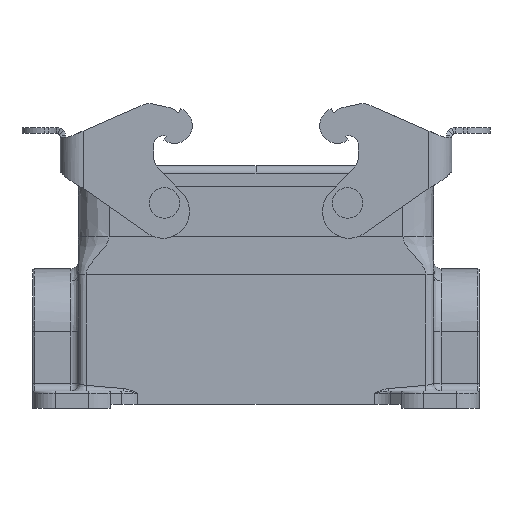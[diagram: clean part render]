
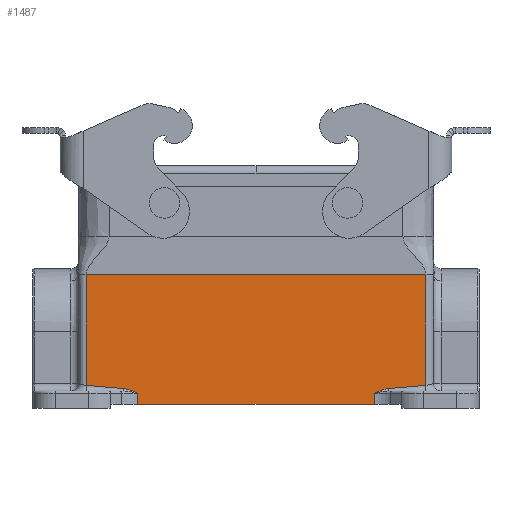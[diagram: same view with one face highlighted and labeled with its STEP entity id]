
A CAD part, front view. The second image highlights one B-rep face of the part: STEP entity #1487.
In plain terms, the highlighted planar face has unit normal (0, -1, 0).
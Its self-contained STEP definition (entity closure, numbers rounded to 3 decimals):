
#1487=ADVANCED_FACE('',(#2049),#1780,.T.);
#1780=PLANE('',#7934);
#2049=FACE_OUTER_BOUND('',#2475,.T.);
#2475=EDGE_LOOP('',(#3975,#3976,#3977,#3978,#3979,#3980,#3981,#3982,#3983,
#3984));
#2817=B_SPLINE_CURVE_WITH_KNOTS('',3,(#13083,#13084,#13085,#13086,#13087,
#13088,#13089),.UNSPECIFIED.,.F.,.F.,(4,1,1,1,4),(0.,0.24,
0.484,0.74,1.),.UNSPECIFIED.);
#2818=B_SPLINE_CURVE_WITH_KNOTS('',3,(#13113,#13114,#13115,#13116),
 .UNSPECIFIED.,.F.,.F.,(4,4),(0.,1.),.UNSPECIFIED.);
#2820=B_SPLINE_CURVE_WITH_KNOTS('',3,(#13189,#13190,#13191,#13192),
 .UNSPECIFIED.,.F.,.F.,(4,4),(0.,1.),.UNSPECIFIED.);
#2823=B_SPLINE_CURVE_WITH_KNOTS('',3,(#13353,#13354,#13355,#13356),
 .UNSPECIFIED.,.F.,.F.,(4,4),(0.,1.),.UNSPECIFIED.);
#2825=B_SPLINE_CURVE_WITH_KNOTS('',3,(#13442,#13443,#13444,#13445),
 .UNSPECIFIED.,.F.,.F.,(4,4),(0.,1.),.UNSPECIFIED.);
#2836=B_SPLINE_CURVE_WITH_KNOTS('',3,(#13835,#13836,#13837,#13838,#13839,
#13840,#13841),.UNSPECIFIED.,.F.,.F.,(4,1,1,1,4),(0.,0.26,
0.516,0.76,1.),.UNSPECIFIED.);
#3975=ORIENTED_EDGE('',*,*,#6255,.T.);
#3976=ORIENTED_EDGE('',*,*,#6149,.T.);
#3977=ORIENTED_EDGE('',*,*,#6152,.T.);
#3978=ORIENTED_EDGE('',*,*,#6154,.T.);
#3979=ORIENTED_EDGE('',*,*,#6157,.T.);
#3980=ORIENTED_EDGE('',*,*,#6160,.F.);
#3981=ORIENTED_EDGE('',*,*,#6162,.T.);
#3982=ORIENTED_EDGE('',*,*,#6166,.T.);
#3983=ORIENTED_EDGE('',*,*,#6256,.T.);
#3984=ORIENTED_EDGE('',*,*,#6244,.T.);
#5333=VERTEX_POINT('',#13039);
#5334=VERTEX_POINT('',#13041);
#5335=VERTEX_POINT('',#13082);
#5336=VERTEX_POINT('',#13112);
#5337=VERTEX_POINT('',#13188);
#5338=VERTEX_POINT('',#13295);
#5339=VERTEX_POINT('',#13357);
#5341=VERTEX_POINT('',#13446);
#5390=VERTEX_POINT('',#13813);
#5391=VERTEX_POINT('',#13814);
#6149=EDGE_CURVE('',#5333,#5334,#6930,.T.);
#6152=EDGE_CURVE('',#5334,#5335,#2817,.T.);
#6154=EDGE_CURVE('',#5335,#5336,#2818,.T.);
#6157=EDGE_CURVE('',#5336,#5337,#2820,.T.);
#6160=EDGE_CURVE('',#5338,#5337,#6931,.T.);
#6162=EDGE_CURVE('',#5338,#5339,#2823,.T.);
#6166=EDGE_CURVE('',#5339,#5341,#2825,.T.);
#6244=EDGE_CURVE('',#5390,#5391,#6967,.T.);
#6255=EDGE_CURVE('',#5391,#5333,#6976,.T.);
#6256=EDGE_CURVE('',#5341,#5390,#2836,.T.);
#6930=LINE('',#13042,#7347);
#6931=LINE('',#13296,#7348);
#6967=LINE('',#13812,#7384);
#6976=LINE('',#13833,#7393);
#7347=VECTOR('',#8981,1.);
#7348=VECTOR('',#8990,1.);
#7384=VECTOR('',#9136,1.);
#7393=VECTOR('',#9157,1.);
#7934=AXIS2_PLACEMENT_3D('',#13842,#9160,#9161);
#8981=DIRECTION('',(0.,0.,1.));
#8990=DIRECTION('',(1.,0.,0.));
#9136=DIRECTION('',(0.,0.,-1.));
#9157=DIRECTION('',(1.,0.,0.));
#9160=DIRECTION('',(0.,-1.,0.));
#9161=DIRECTION('',(0.,0.,1.));
#13039=CARTESIAN_POINT('',(31.015,-21.5,-51.));
#13041=CARTESIAN_POINT('',(31.015,-21.5,-48.));
#13042=CARTESIAN_POINT('',(31.015,-21.5,-51.));
#13082=CARTESIAN_POINT('',(34.722,-21.5,-46.839));
#13083=CARTESIAN_POINT('',(31.015,-21.5,-48.));
#13084=CARTESIAN_POINT('',(31.302,-21.5,-47.878));
#13085=CARTESIAN_POINT('',(31.88,-21.5,-47.627));
#13086=CARTESIAN_POINT('',(32.775,-21.5,-47.268));
#13087=CARTESIAN_POINT('',(33.72,-21.5,-46.969));
#13088=CARTESIAN_POINT('',(34.384,-21.5,-46.856));
#13089=CARTESIAN_POINT('',(34.722,-21.5,-46.839));
#13112=CARTESIAN_POINT('',(44.5,-21.5,-46.));
#13113=CARTESIAN_POINT('',(34.722,-21.5,-46.839));
#13114=CARTESIAN_POINT('',(37.996,-21.5,-46.659));
#13115=CARTESIAN_POINT('',(41.259,-21.5,-46.378));
#13116=CARTESIAN_POINT('',(44.5,-21.5,-46.));
#13188=CARTESIAN_POINT('',(44.5,-21.5,-17.));
#13189=CARTESIAN_POINT('',(44.5,-21.5,-46.));
#13190=CARTESIAN_POINT('',(44.5,-21.5,-36.333));
#13191=CARTESIAN_POINT('',(44.5,-21.5,-26.667));
#13192=CARTESIAN_POINT('',(44.5,-21.5,-17.));
#13295=CARTESIAN_POINT('',(-44.5,-21.5,-17.));
#13296=CARTESIAN_POINT('',(-44.5,-21.5,-17.));
#13353=CARTESIAN_POINT('',(-44.5,-21.5,-17.));
#13354=CARTESIAN_POINT('',(-44.5,-21.5,-26.667));
#13355=CARTESIAN_POINT('',(-44.5,-21.5,-36.333));
#13356=CARTESIAN_POINT('',(-44.5,-21.5,-46.));
#13357=CARTESIAN_POINT('',(-44.5,-21.5,-46.));
#13442=CARTESIAN_POINT('',(-44.5,-21.5,-46.));
#13443=CARTESIAN_POINT('',(-41.259,-21.5,-46.378));
#13444=CARTESIAN_POINT('',(-37.996,-21.5,-46.659));
#13445=CARTESIAN_POINT('',(-34.722,-21.5,-46.839));
#13446=CARTESIAN_POINT('',(-34.722,-21.5,-46.839));
#13812=CARTESIAN_POINT('',(-31.015,-21.5,-48.));
#13813=CARTESIAN_POINT('',(-31.015,-21.5,-48.));
#13814=CARTESIAN_POINT('',(-31.015,-21.5,-51.));
#13833=CARTESIAN_POINT('',(-31.015,-21.5,-51.));
#13835=CARTESIAN_POINT('',(-34.722,-21.5,-46.839));
#13836=CARTESIAN_POINT('',(-34.384,-21.5,-46.856));
#13837=CARTESIAN_POINT('',(-33.72,-21.5,-46.969));
#13838=CARTESIAN_POINT('',(-32.775,-21.5,-47.268));
#13839=CARTESIAN_POINT('',(-31.88,-21.5,-47.627));
#13840=CARTESIAN_POINT('',(-31.302,-21.5,-47.878));
#13841=CARTESIAN_POINT('',(-31.015,-21.5,-48.));
#13842=CARTESIAN_POINT('',(46.7,-21.5,-52.2));
